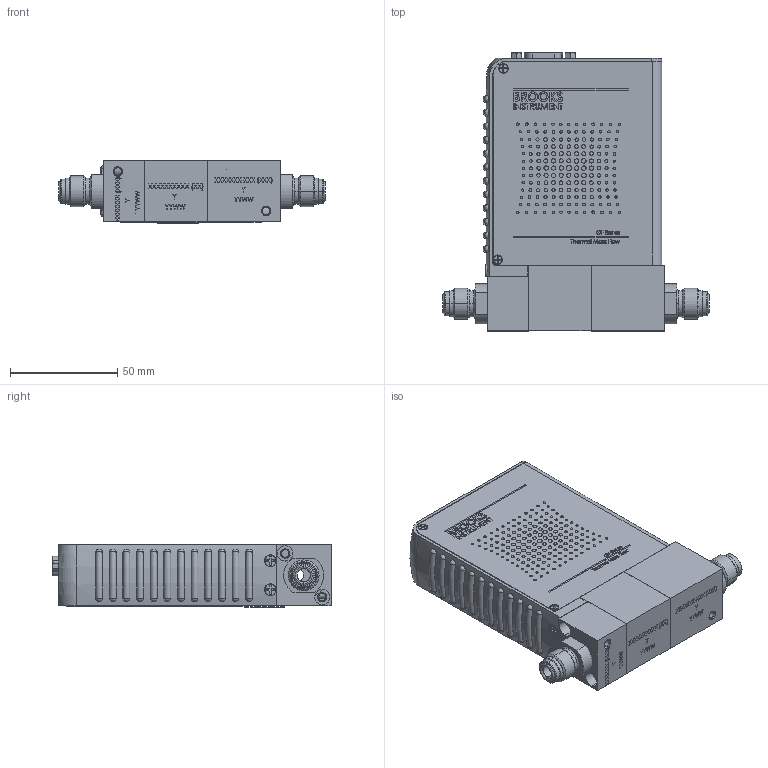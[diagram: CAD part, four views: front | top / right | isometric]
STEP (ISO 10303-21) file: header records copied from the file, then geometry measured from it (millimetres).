
FILE_DESCRIPTION (( 'STEP AP203' ), '1' );
FILE_NAME ('GF100-GF120-GF125-VS-G1.STEP', '2019-05-16T15:07:50', ( 'mrutkowski' ), ( 'Hewlett-Packard Company' ), 'SwSTEP 2.0', 'SolidWorks 2019', '' );
FILE_SCHEMA (( 'CONFIG_CONTROL_DESIGN' ));
Products named in the file (1): GF100-GF120-GF125-VS-G1
Bounding box: 124.02 x 129.41 x 29.17 mm (x, y, z)
Surface area: 65321.9 mm2 (no closed solid volume)
Topology: 0 solids, 281 shells, 1008 faces, 5832 edges, 5089 vertices
Faces by surface type: plane 651, cylinder 191, bspline 63, torus 57, cone 44, sphere 2
Entity records: 73736 total; most frequent: CARTESIAN_POINT 30816, DIRECTION 7892, ORIENTED_EDGE 7320, EDGE_CURVE 5828, VERTEX_POINT 5087, VECTOR 3484, LINE 3484, AXIS2_PLACEMENT_3D 2204
